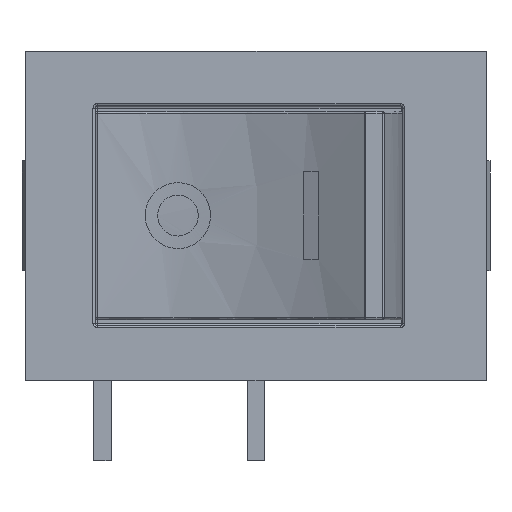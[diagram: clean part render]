
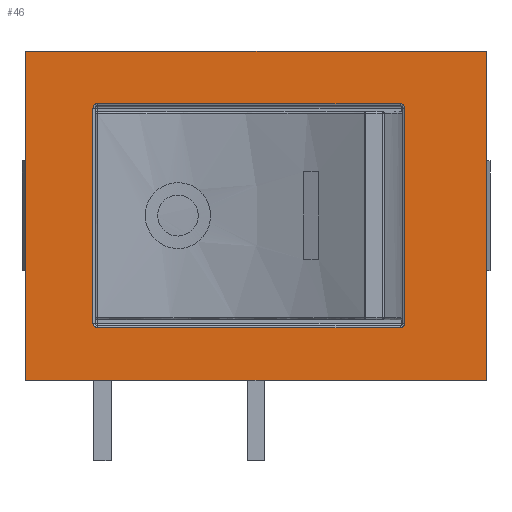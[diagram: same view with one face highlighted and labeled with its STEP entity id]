
A CAD part, top view. The second image highlights one B-rep face of the part: STEP entity #46.
In plain terms, the highlighted planar face has unit normal (0, 0, 1).
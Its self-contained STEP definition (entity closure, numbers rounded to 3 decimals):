
#19 = VECTOR ( 'NONE', #3284, 1000. ) ;
#46 = ADVANCED_FACE ( 'NONE', ( #385, #795 ), #3225, .T. ) ;
#107 = DIRECTION ( 'NONE',  ( -1., 0., 0. ) ) ;
#202 = B_SPLINE_CURVE_WITH_KNOTS ( 'NONE', 3,
 ( #3603, #1127, #1083, #797, #3656, #1171 ),
 .UNSPECIFIED., .F., .F.,
 ( 4, 2, 4 ),
 ( 0., 0., 0. ),
 .UNSPECIFIED. ) ;
#257 = LINE ( 'NONE', #3937, #457 ) ;
#260 = ORIENTED_EDGE ( 'NONE', *, *, #2845, .T. ) ;
#302 = DIRECTION ( 'NONE',  ( 1., 0., 0. ) ) ;
#336 = ORIENTED_EDGE ( 'NONE', *, *, #2068, .T. ) ;
#376 = ORIENTED_EDGE ( 'NONE', *, *, #4120, .T. ) ;
#385 = FACE_OUTER_BOUND ( 'NONE', #4146, .T. ) ;
#420 = DIRECTION ( 'NONE',  ( 0., 1., 0. ) ) ;
#430 = ORIENTED_EDGE ( 'NONE', *, *, #2124, .F. ) ;
#457 = VECTOR ( 'NONE', #4251, 1000. ) ;
#500 = CARTESIAN_POINT ( 'NONE',  ( -7.231, 5.1, 2. ) ) ;
#579 = CARTESIAN_POINT ( 'NONE',  ( -7.431, 5., 2. ) ) ;
#606 = CIRCLE ( 'NONE', #4271, 0.2 ) ;
#607 = EDGE_CURVE ( 'NONE', #977, #4332, #4035, .T. ) ;
#694 = CARTESIAN_POINT ( 'NONE',  ( 6.624, 5.1, 2. ) ) ;
#714 = CARTESIAN_POINT ( 'NONE',  ( -10.5, -7.5, 2. ) ) ;
#723 = VERTEX_POINT ( 'NONE', #3941 ) ;
#759 = EDGE_CURVE ( 'NONE', #2176, #1953, #202, .T. ) ;
#783 = ORIENTED_EDGE ( 'NONE', *, *, #3683, .T. ) ;
#795 = FACE_BOUND ( 'NONE', #2972, .T. ) ;
#797 = CARTESIAN_POINT ( 'NONE',  ( 6.75, -5.005, 2. ) ) ;
#864 = DIRECTION ( 'NONE',  ( 0., -1., 0. ) ) ;
#881 = ORIENTED_EDGE ( 'NONE', *, *, #967, .T. ) ;
#916 = ORIENTED_EDGE ( 'NONE', *, *, #3946, .F. ) ;
#967 = EDGE_CURVE ( 'NONE', #1108, #723, #4572, .T. ) ;
#977 = VERTEX_POINT ( 'NONE', #4110 ) ;
#1029 = CARTESIAN_POINT ( 'NONE',  ( 6.772, 4.953, 2. ) ) ;
#1061 = LINE ( 'NONE', #2916, #2990 ) ;
#1083 = CARTESIAN_POINT ( 'NONE',  ( 6.676, -5.078, 2. ) ) ;
#1108 = VERTEX_POINT ( 'NONE', #2241 ) ;
#1125 = LINE ( 'NONE', #4430, #3519 ) ;
#1127 = CARTESIAN_POINT ( 'NONE',  ( 6.624, -5.1, 2. ) ) ;
#1148 = ORIENTED_EDGE ( 'NONE', *, *, #3860, .T. ) ;
#1171 = CARTESIAN_POINT ( 'NONE',  ( 6.772, -4.9, 2. ) ) ;
#1251 = CARTESIAN_POINT ( 'NONE',  ( -7.231, -4.9, 2. ) ) ;
#1359 = CARTESIAN_POINT ( 'NONE',  ( 6.676, 5.078, 2. ) ) ;
#1477 = LINE ( 'NONE', #2296, #4204 ) ;
#1556 = DIRECTION ( 'NONE',  ( 0., 0., 1. ) ) ;
#1647 = AXIS2_PLACEMENT_3D ( 'NONE', #2953, #2246, #2268 ) ;
#1806 = LINE ( 'NONE', #3123, #19 ) ;
#1811 = CARTESIAN_POINT ( 'NONE',  ( 6.571, 5.1, 2. ) ) ;
#1817 = CARTESIAN_POINT ( 'NONE',  ( -7.431, 4.9, 2. ) ) ;
#1895 = ORIENTED_EDGE ( 'NONE', *, *, #1951, .T. ) ;
#1951 = EDGE_CURVE ( 'NONE', #3535, #2161, #2320, .T. ) ;
#1953 = VERTEX_POINT ( 'NONE', #2000 ) ;
#2000 = CARTESIAN_POINT ( 'NONE',  ( 6.772, -4.9, 2. ) ) ;
#2068 = EDGE_CURVE ( 'NONE', #4227, #4687, #257, .T. ) ;
#2117 = CARTESIAN_POINT ( 'NONE',  ( -7.231, 4.9, 2. ) ) ;
#2124 = EDGE_CURVE ( 'NONE', #4227, #3469, #606, .T. ) ;
#2161 = VERTEX_POINT ( 'NONE', #4289 ) ;
#2176 = VERTEX_POINT ( 'NONE', #3525 ) ;
#2241 = CARTESIAN_POINT ( 'NONE',  ( 10.5, 7.5, 2. ) ) ;
#2246 = DIRECTION ( 'NONE',  ( 0., 0., 1. ) ) ;
#2268 = DIRECTION ( 'NONE',  ( 1., 0., 0. ) ) ;
#2296 = CARTESIAN_POINT ( 'NONE',  ( 0., -5.1, 2. ) ) ;
#2320 = LINE ( 'NONE', #3089, #2833 ) ;
#2559 = ORIENTED_EDGE ( 'NONE', *, *, #2723, .T. ) ;
#2723 = EDGE_CURVE ( 'NONE', #3468, #1953, #1125, .T. ) ;
#2833 = VECTOR ( 'NONE', #3419, 1000. ) ;
#2835 = CARTESIAN_POINT ( 'NONE',  ( 6.571, 5.1, 2. ) ) ;
#2845 = EDGE_CURVE ( 'NONE', #2161, #1108, #1061, .T. ) ;
#2897 = CARTESIAN_POINT ( 'NONE',  ( -7.231, -5.1, 2. ) ) ;
#2916 = CARTESIAN_POINT ( 'NONE',  ( 10.5, 7.5, 2. ) ) ;
#2953 = CARTESIAN_POINT ( 'NONE',  ( 0., 0., 2. ) ) ;
#2972 = EDGE_LOOP ( 'NONE', ( #430, #336, #916, #2559, #3921, #376, #3234, #1148 ) ) ;
#2990 = VECTOR ( 'NONE', #420, 1000. ) ;
#3089 = CARTESIAN_POINT ( 'NONE',  ( -10.5, -7.5, 2. ) ) ;
#3123 = CARTESIAN_POINT ( 'NONE',  ( -10.5, 7.5, 2. ) ) ;
#3161 = DIRECTION ( 'NONE',  ( 0., 1., 0. ) ) ;
#3202 = CARTESIAN_POINT ( 'NONE',  ( 6.772, 4.9, 2. ) ) ;
#3225 = PLANE ( 'NONE',  #1647 ) ;
#3234 = ORIENTED_EDGE ( 'NONE', *, *, #607, .F. ) ;
#3284 = DIRECTION ( 'NONE',  ( 0., -1., 0. ) ) ;
#3402 = B_SPLINE_CURVE_WITH_KNOTS ( 'NONE', 3,
 ( #3202, #1029, #3970, #1359, #694, #2835 ),
 .UNSPECIFIED., .F., .F.,
 ( 4, 2, 4 ),
 ( 0., 0., 0. ),
 .UNSPECIFIED. ) ;
#3419 = DIRECTION ( 'NONE',  ( 1., 0., 0. ) ) ;
#3468 = VERTEX_POINT ( 'NONE', #4014 ) ;
#3469 = VERTEX_POINT ( 'NONE', #1817 ) ;
#3519 = VECTOR ( 'NONE', #864, 1000. ) ;
#3525 = CARTESIAN_POINT ( 'NONE',  ( 6.571, -5.1, 2. ) ) ;
#3535 = VERTEX_POINT ( 'NONE', #714 ) ;
#3575 = DIRECTION ( 'NONE',  ( 0., 0., 1. ) ) ;
#3603 = CARTESIAN_POINT ( 'NONE',  ( 6.571, -5.1, 2. ) ) ;
#3656 = CARTESIAN_POINT ( 'NONE',  ( 6.772, -4.953, 2. ) ) ;
#3683 = EDGE_CURVE ( 'NONE', #723, #3535, #1806, .T. ) ;
#3827 = CARTESIAN_POINT ( 'NONE',  ( -10.5, 7.5, 2. ) ) ;
#3860 = EDGE_CURVE ( 'NONE', #977, #3469, #4219, .T. ) ;
#3921 = ORIENTED_EDGE ( 'NONE', *, *, #759, .F. ) ;
#3937 = CARTESIAN_POINT ( 'NONE',  ( 6.662, 5.1, 2. ) ) ;
#3941 = CARTESIAN_POINT ( 'NONE',  ( -10.5, 7.5, 2. ) ) ;
#3946 = EDGE_CURVE ( 'NONE', #3468, #4687, #3402, .T. ) ;
#3970 = CARTESIAN_POINT ( 'NONE',  ( 6.75, 5.005, 2. ) ) ;
#4014 = CARTESIAN_POINT ( 'NONE',  ( 6.772, 4.9, 2. ) ) ;
#4035 = CIRCLE ( 'NONE', #4421, 0.2 ) ;
#4110 = CARTESIAN_POINT ( 'NONE',  ( -7.431, -4.9, 2. ) ) ;
#4118 = DIRECTION ( 'NONE',  ( 1., 0., 0. ) ) ;
#4120 = EDGE_CURVE ( 'NONE', #2176, #4332, #1477, .T. ) ;
#4146 = EDGE_LOOP ( 'NONE', ( #260, #881, #783, #1895 ) ) ;
#4204 = VECTOR ( 'NONE', #4458, 1000. ) ;
#4219 = LINE ( 'NONE', #579, #4660 ) ;
#4227 = VERTEX_POINT ( 'NONE', #500 ) ;
#4251 = DIRECTION ( 'NONE',  ( 1., 0., 0. ) ) ;
#4271 = AXIS2_PLACEMENT_3D ( 'NONE', #2117, #3575, #302 ) ;
#4289 = CARTESIAN_POINT ( 'NONE',  ( 10.5, -7.5, 2. ) ) ;
#4332 = VERTEX_POINT ( 'NONE', #2897 ) ;
#4421 = AXIS2_PLACEMENT_3D ( 'NONE', #1251, #1556, #4118 ) ;
#4424 = VECTOR ( 'NONE', #107, 1000. ) ;
#4430 = CARTESIAN_POINT ( 'NONE',  ( 6.772, -5., 2. ) ) ;
#4458 = DIRECTION ( 'NONE',  ( -1., 0., 0. ) ) ;
#4572 = LINE ( 'NONE', #3827, #4424 ) ;
#4660 = VECTOR ( 'NONE', #3161, 1000. ) ;
#4687 = VERTEX_POINT ( 'NONE', #1811 ) ;
